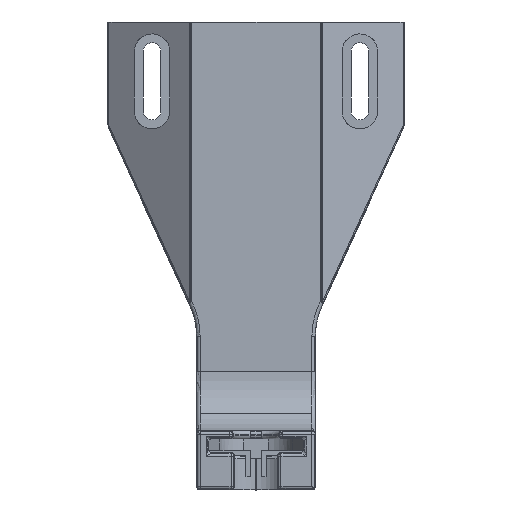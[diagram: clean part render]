
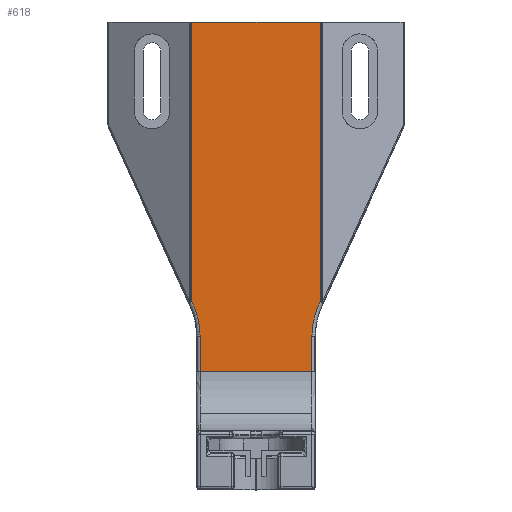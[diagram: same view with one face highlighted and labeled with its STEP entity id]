
A CAD part, front view. The second image highlights one B-rep face of the part: STEP entity #618.
In plain terms, the highlighted planar face has unit normal (0, -1, 0).
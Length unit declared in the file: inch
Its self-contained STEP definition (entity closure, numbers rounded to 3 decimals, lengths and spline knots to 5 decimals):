
#618=ADVANCED_FACE('',(#1320),#1321,.T.);
#1320=FACE_OUTER_BOUND('',#2873,.T.);
#1321=PLANE('',#2874);
#2873=EDGE_LOOP('',(#5211,#5212,#5213,#5214,#5215,#5216,#5217,#5218));
#2874=AXIS2_PLACEMENT_3D('',#5219,#5220,#5221);
#5211=ORIENTED_EDGE('',*,*,#6396,.F.);
#5212=ORIENTED_EDGE('',*,*,#6818,.F.);
#5213=ORIENTED_EDGE('',*,*,#6819,.F.);
#5214=ORIENTED_EDGE('',*,*,#6578,.F.);
#5215=ORIENTED_EDGE('',*,*,#6820,.F.);
#5216=ORIENTED_EDGE('',*,*,#6821,.F.);
#5217=ORIENTED_EDGE('',*,*,#6822,.F.);
#5218=ORIENTED_EDGE('',*,*,#6444,.T.);
#5219=CARTESIAN_POINT('',(0.47473,13.14065,0.29488));
#5220=DIRECTION('',(0.,-1.0,-0.0));
#5221=DIRECTION('',(0.0,0.0,-1.0));
#6396=EDGE_CURVE('',#7499,#7501,#7502,.T.);
#6444=EDGE_CURVE('',#7576,#7501,#7577,.T.);
#6578=EDGE_CURVE('',#7224,#7775,#7776,.T.);
#6818=EDGE_CURVE('',#8103,#7499,#8104,.T.);
#6819=EDGE_CURVE('',#7775,#8103,#8105,.T.);
#6820=EDGE_CURVE('',#8106,#7224,#8107,.T.);
#6821=EDGE_CURVE('',#8108,#8106,#8109,.T.);
#6822=EDGE_CURVE('',#7576,#8108,#8110,.T.);
#7224=VERTEX_POINT('',#8749);
#7499=VERTEX_POINT('',#9315);
#7501=VERTEX_POINT('',#9326);
#7502=LINE('',#9327,#9328);
#7576=VERTEX_POINT('',#9555);
#7577=LINE('',#9556,#9557);
#7775=VERTEX_POINT('',#10075);
#7776=LINE('',#10076,#10077);
#8103=VERTEX_POINT('',#10697);
#8104=B_SPLINE_CURVE_WITH_KNOTS('',3,(#10698,#10699,#10700,#10701,#10702,#10703,#10704),.UNSPECIFIED.,.F.,.F.,(4,3,4),(1.35631,1.65631,1.83518),.UNSPECIFIED.);
#8105=LINE('',#10705,#10706);
#8106=VERTEX_POINT('',#10707);
#8107=LINE('',#10708,#10709);
#8108=VERTEX_POINT('',#10710);
#8109=CIRCLE('',#10711,0.49606);
#8110=LINE('',#10712,#10713);
#8749=CARTESIAN_POINT('',(0.45024,13.14065,-0.04409));
#9315=CARTESIAN_POINT('',(-0.34572,13.14065,0.41655));
#9326=CARTESIAN_POINT('',(-0.34572,13.14065,2.27087));
#9327=CARTESIAN_POINT('',(-0.34572,13.14065,0.7907));
#9328=VECTOR('',#11501,1.0);
#9555=CARTESIAN_POINT('',(0.50604,13.14065,2.27087));
#9556=CARTESIAN_POINT('',(0.32666,13.14065,2.27087));
#9557=VECTOR('',#11552,1.0);
#10075=CARTESIAN_POINT('',(-0.28992,13.14065,-0.04409));
#10076=CARTESIAN_POINT('',(0.27378,13.14065,-0.04409));
#10077=VECTOR('',#11712,10.0);
#10697=CARTESIAN_POINT('',(-0.28992,13.14065,0.18797));
#10698=CARTESIAN_POINT('',(-0.28992,13.14065,0.18797));
#10699=CARTESIAN_POINT('',(-0.28992,13.14065,0.23757));
#10700=CARTESIAN_POINT('',(-0.29741,13.14065,0.28717));
#10701=CARTESIAN_POINT('',(-0.31207,13.14065,0.33456));
#10702=CARTESIAN_POINT('',(-0.32082,13.14065,0.36282));
#10703=CARTESIAN_POINT('',(-0.33209,13.14065,0.39029));
#10704=CARTESIAN_POINT('',(-0.34572,13.14065,0.41655));
#10705=CARTESIAN_POINT('',(-0.28992,13.14065,0.26715));
#10706=VECTOR('',#12000,1.0);
#10707=CARTESIAN_POINT('',(0.45024,13.14065,0.18797));
#10708=CARTESIAN_POINT('',(0.45024,13.14065,-0.31196));
#10709=VECTOR('',#12001,1.0);
#10710=CARTESIAN_POINT('',(0.50604,13.14065,0.41655));
#10711=AXIS2_PLACEMENT_3D('',#12002,#12003,#12004);
#10712=CARTESIAN_POINT('',(0.50604,13.14065,0.7907));
#10713=VECTOR('',#12005,1.0);
#11501=DIRECTION('',(0.0,0.0,1.0));
#11552=DIRECTION('',(-1.0,0.,0.0));
#11712=DIRECTION('',(-1.0,0.,0.0));
#12000=DIRECTION('',(0.0,0.0,1.0));
#12001=DIRECTION('',(0.0,-0.0,-1.0));
#12002=CARTESIAN_POINT('',(0.9463,13.14065,0.18797));
#12003=DIRECTION('',(0.,-1.0,0.));
#12004=DIRECTION('',(-0.213,0.,-0.977));
#12005=DIRECTION('',(0.0,-0.0,-1.0));
